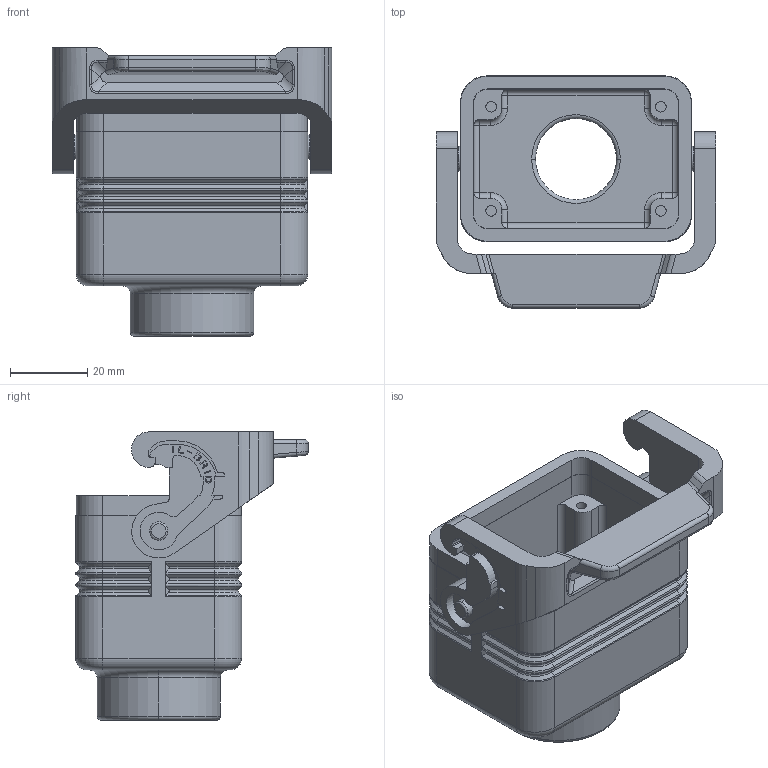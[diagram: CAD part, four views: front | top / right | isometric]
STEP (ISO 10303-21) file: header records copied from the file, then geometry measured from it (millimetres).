
FILE_DESCRIPTION(('Creo Elements/Direct Modeling STEP Export'),'2;1');
FILE_NAME('0ln7uvk5h781h3k5420','2022-02-14T16:06:08',(''),(''),'Creo Elements/Direct Modeling STEP processor for AP214 (Solid Model)','Creo Elements/Direct Modeling 20.1B 02-Apr-2019 (C) Parametric Technology GmbH','');
FILE_SCHEMA(('AUTOMOTIVE_DESIGN { 1 0 10303 214 1 1 1 1 }'));
Length unit declared in the file: millimetre
Products named in the file (2): MLV_06_LG25
Assembly tree (1 placements, depth 2):
  MLV_06_LG25
    MLV_06_LG25
Bounding box: 72.5 x 60.25 x 74.7 mm (x, y, z)
Volume: 55879.2 mm3; surface area: 31219.4 mm2
Topology: 1 solids, 1 shells, 830 faces, 2177 edges, 1382 vertices
Faces by surface type: plane 518, cylinder 220, torus 52, cone 26, sphere 8, bspline 6
Entity records: 33157 total; most frequent: CARTESIAN_POINT 6112, ORIENTED_EDGE 4338, DIRECTION 4141, EDGE_CURVE 2169, VECTOR 1595, LINE 1595, VERTEX_POINT 1382, AXIS2_PLACEMENT_3D 1273
